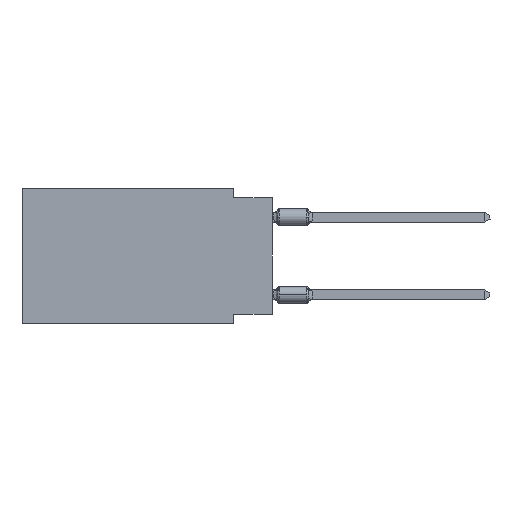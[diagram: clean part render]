
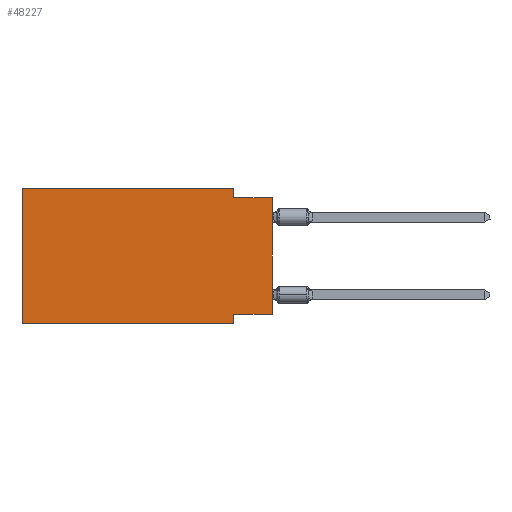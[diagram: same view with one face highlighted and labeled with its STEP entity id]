
A CAD part, left-side view. The second image highlights one B-rep face of the part: STEP entity #48227.
In plain terms, the highlighted planar face has unit normal (-1, 0, 0).
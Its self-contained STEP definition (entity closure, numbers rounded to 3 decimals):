
#968 = VECTOR ( 'NONE', #57794, 1000. ) ;
#1644 = EDGE_LOOP ( 'NONE', ( #10048, #56008, #2502, #27480, #37325, #32670, #35105, #41898 ) ) ;
#1795 = LINE ( 'NONE', #48951, #34558 ) ;
#2410 = EDGE_CURVE ( 'NONE', #18152, #2983, #4586, .T. ) ;
#2502 = ORIENTED_EDGE ( 'NONE', *, *, #13418, .F. ) ;
#2516 = CARTESIAN_POINT ( 'NONE',  ( 0., 2.54, -0.635 ) ) ;
#2639 = EDGE_CURVE ( 'NONE', #18152, #33982, #17596, .T. ) ;
#2983 = VERTEX_POINT ( 'NONE', #46766 ) ;
#3290 = DIRECTION ( 'NONE',  ( 1., 0., 0. ) ) ;
#3305 = CARTESIAN_POINT ( 'NONE',  ( 0., 0., -0.635 ) ) ;
#4586 = LINE ( 'NONE', #38364, #968 ) ;
#5306 = DIRECTION ( 'NONE',  ( 0., 0., 1. ) ) ;
#6542 = EDGE_CURVE ( 'NONE', #47250, #33982, #32612, .T. ) ;
#7422 = CARTESIAN_POINT ( 'NONE',  ( 0., 2.54, 0. ) ) ;
#10048 = ORIENTED_EDGE ( 'NONE', *, *, #2639, .T. ) ;
#11097 = CARTESIAN_POINT ( 'NONE',  ( 0., 0., -8.255 ) ) ;
#12104 = VERTEX_POINT ( 'NONE', #34656 ) ;
#12671 = VECTOR ( 'NONE', #17337, 1000. ) ;
#12762 = CARTESIAN_POINT ( 'NONE',  ( 0., 2.54, -8.89 ) ) ;
#13150 = EDGE_CURVE ( 'NONE', #12104, #48641, #1795, .T. ) ;
#13383 = LINE ( 'NONE', #12762, #31869 ) ;
#13418 = EDGE_CURVE ( 'NONE', #45203, #47250, #24344, .T. ) ;
#17337 = DIRECTION ( 'NONE',  ( 0., -1., 0. ) ) ;
#17596 = LINE ( 'NONE', #55522, #40409 ) ;
#18152 = VERTEX_POINT ( 'NONE', #11097 ) ;
#19779 = EDGE_CURVE ( 'NONE', #48641, #45203, #40643, .T. ) ;
#22348 = LINE ( 'NONE', #60278, #30224 ) ;
#22384 = DIRECTION ( 'NONE',  ( 0., 0., 1. ) ) ;
#22417 = CARTESIAN_POINT ( 'NONE',  ( 0., 16.383, 0. ) ) ;
#22965 = CARTESIAN_POINT ( 'NONE',  ( 0., 16.383, 0. ) ) ;
#24344 = LINE ( 'NONE', #25299, #36660 ) ;
#25299 = CARTESIAN_POINT ( 'NONE',  ( 0., 2.54, 0. ) ) ;
#27480 = ORIENTED_EDGE ( 'NONE', *, *, #19779, .F. ) ;
#28959 = CARTESIAN_POINT ( 'NONE',  ( 0., 16.383, 0. ) ) ;
#29237 = EDGE_CURVE ( 'NONE', #12104, #54239, #22348, .T. ) ;
#30224 = VECTOR ( 'NONE', #56112, 1000. ) ;
#30528 = VECTOR ( 'NONE', #33738, 1000. ) ;
#30927 = AXIS2_PLACEMENT_3D ( 'NONE', #22417, #3290, #52036 ) ;
#31869 = VECTOR ( 'NONE', #42082, 1000. ) ;
#32612 = LINE ( 'NONE', #3305, #12671 ) ;
#32670 = ORIENTED_EDGE ( 'NONE', *, *, #29237, .T. ) ;
#33738 = DIRECTION ( 'NONE',  ( 0., -1., 0. ) ) ;
#33982 = VERTEX_POINT ( 'NONE', #50854 ) ;
#34558 = VECTOR ( 'NONE', #5306, 1000. ) ;
#34656 = CARTESIAN_POINT ( 'NONE',  ( 0., 16.383, -8.89 ) ) ;
#35105 = ORIENTED_EDGE ( 'NONE', *, *, #47030, .F. ) ;
#36660 = VECTOR ( 'NONE', #45044, 1000. ) ;
#37325 = ORIENTED_EDGE ( 'NONE', *, *, #13150, .F. ) ;
#38364 = CARTESIAN_POINT ( 'NONE',  ( 0., 0., -8.255 ) ) ;
#40409 = VECTOR ( 'NONE', #22384, 1000. ) ;
#40643 = LINE ( 'NONE', #28959, #30528 ) ;
#41898 = ORIENTED_EDGE ( 'NONE', *, *, #2410, .F. ) ;
#42082 = DIRECTION ( 'NONE',  ( 0., 0., -1. ) ) ;
#45044 = DIRECTION ( 'NONE',  ( 0., 0., -1. ) ) ;
#45203 = VERTEX_POINT ( 'NONE', #7422 ) ;
#46766 = CARTESIAN_POINT ( 'NONE',  ( 0., 2.54, -8.255 ) ) ;
#47030 = EDGE_CURVE ( 'NONE', #2983, #54239, #13383, .T. ) ;
#47250 = VERTEX_POINT ( 'NONE', #2516 ) ;
#48227 = ADVANCED_FACE ( 'NONE', ( #57123 ), #60661, .F. ) ;
#48641 = VERTEX_POINT ( 'NONE', #22965 ) ;
#48951 = CARTESIAN_POINT ( 'NONE',  ( 0., 16.383, 0. ) ) ;
#50854 = CARTESIAN_POINT ( 'NONE',  ( 0., 0., -0.635 ) ) ;
#52036 = DIRECTION ( 'NONE',  ( 0., 0., -1. ) ) ;
#54239 = VERTEX_POINT ( 'NONE', #55688 ) ;
#55522 = CARTESIAN_POINT ( 'NONE',  ( 0., 0., 0. ) ) ;
#55688 = CARTESIAN_POINT ( 'NONE',  ( 0., 2.54, -8.89 ) ) ;
#56008 = ORIENTED_EDGE ( 'NONE', *, *, #6542, .F. ) ;
#56112 = DIRECTION ( 'NONE',  ( 0., -1., 0. ) ) ;
#57123 = FACE_OUTER_BOUND ( 'NONE', #1644, .T. ) ;
#57794 = DIRECTION ( 'NONE',  ( 0., 1., 0. ) ) ;
#60278 = CARTESIAN_POINT ( 'NONE',  ( 0., 16.383, -8.89 ) ) ;
#60661 = PLANE ( 'NONE',  #30927 ) ;
